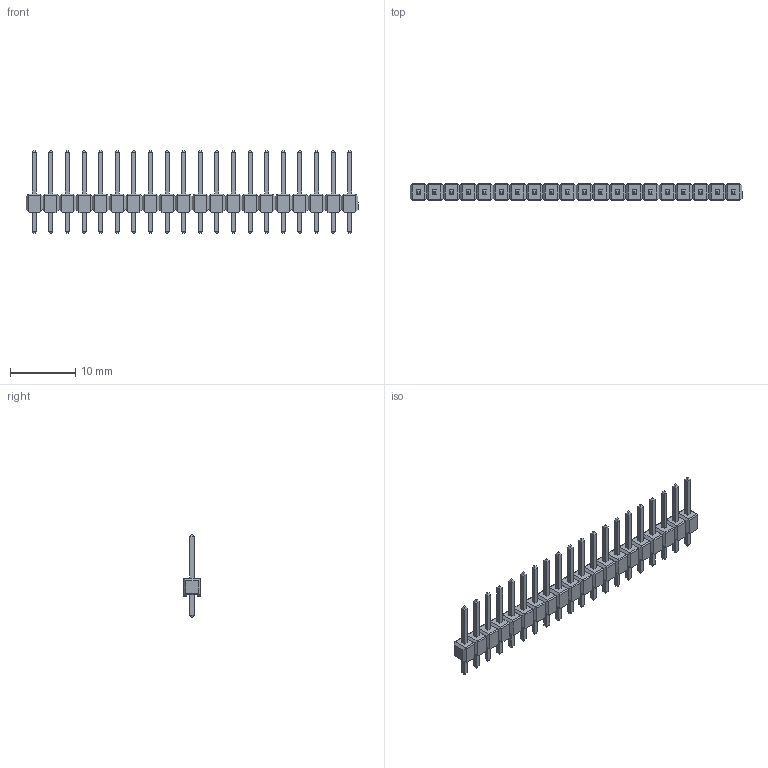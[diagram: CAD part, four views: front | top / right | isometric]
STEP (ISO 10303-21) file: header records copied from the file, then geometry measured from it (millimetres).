
FILE_DESCRIPTION (( 'STEP AP203' ), '1' );
FILE_NAME ('Pin... Header 1x10 TH Pitch 2.54mm.STEP', '2022-01-16T20:18:53', ( '' ), ( '' ), 'SwSTEP 2.0', 'SolidWorks 2019', '' );
FILE_SCHEMA (( 'CONFIG_CONTROL_DESIGN' ));
Length unit declared in the file: millimetre
Products named in the file (1): Pin... Header 1x10 TH Pitch 2.54mm
Bounding box: 50.8 x 2.54 x 12.7 mm (x, y, z)
Surface area: 1345.1 mm2 (no closed solid volume)
Topology: 0 solids, 40 shells, 724 faces, 1914 edges, 1200 vertices
Faces by surface type: plane 684, cylinder 40
Entity records: 21582 total; most frequent: CARTESIAN_POINT 4319, ORIENTED_EDGE 3616, DIRECTION 3204, EDGE_CURVE 1914, LINE 1754, VECTOR 1754, VERTEX_POINT 1200, EDGE_LOOP 764
